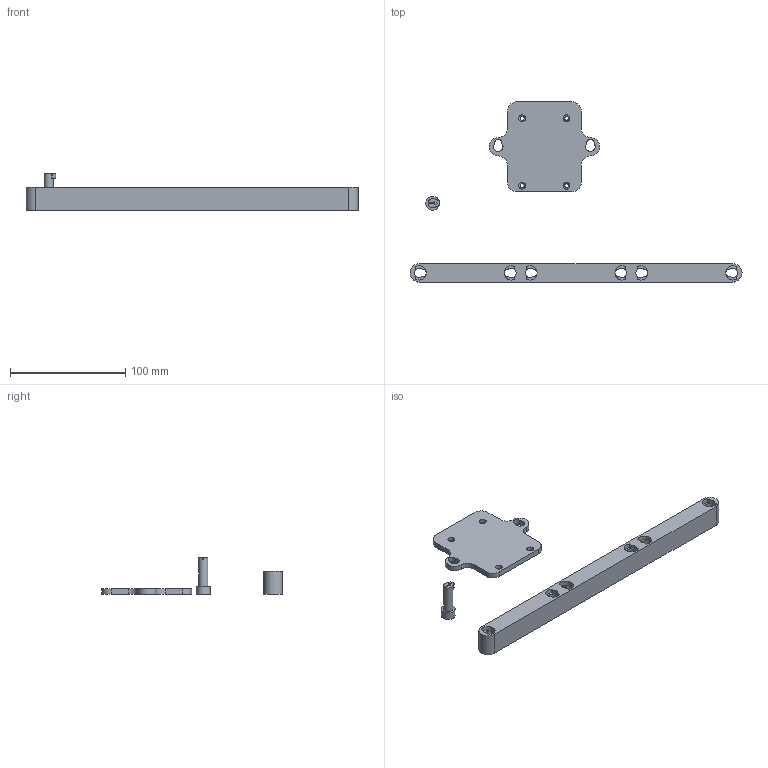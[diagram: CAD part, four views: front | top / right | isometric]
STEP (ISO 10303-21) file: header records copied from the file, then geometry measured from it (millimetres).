
FILE_DESCRIPTION(/* description */ (''),/* implementation_level */ '2;1');
FILE_NAME(/* name */ 'Multi FS40 Bracket v35.step',/* time_stamp */ '2024-08-21T17:23:54+02:00',/* author */ (''),/* organization */ (''),/* preprocessor_version */ 'ST-DEVELOPER v20',/* originating_system */ 'Autodesk Translation Framework v13.14.0.145',/* authorisation */ '');
FILE_SCHEMA (('AUTOMOTIVE_DESIGN { 1 0 10303 214 3 1 1 }'));
Length unit declared in the file: millimetre
Products named in the file (1): Multi FS40 Bracket
Bounding box: 288.4 x 156.63 x 32 mm (x, y, z)
Volume: 110806.7 mm3; surface area: 37898.7 mm2
Topology: 3 solids, 3 shells, 124 faces, 332 edges, 220 vertices
Faces by surface type: plane 75, cylinder 49
Full cylindrical faces by diameter (mm): 3.4 x4, 6 x4, 8 x1, 12 x1
Entity records: 3989 total; most frequent: DIRECTION 706, CARTESIAN_POINT 677, ORIENTED_EDGE 664, EDGE_CURVE 332, AXIS2_PLACEMENT_3D 249, VERTEX_POINT 220, LINE 208, VECTOR 208
